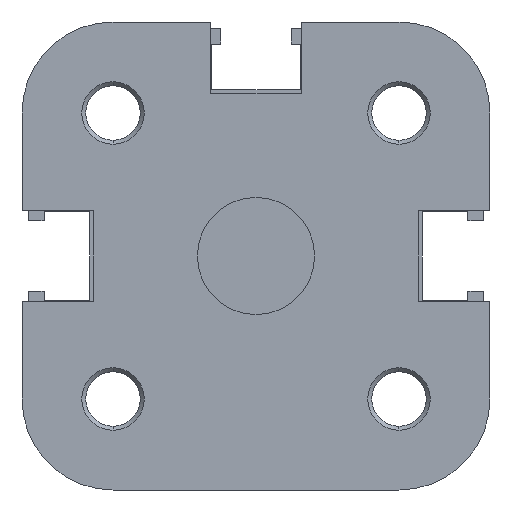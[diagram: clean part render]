
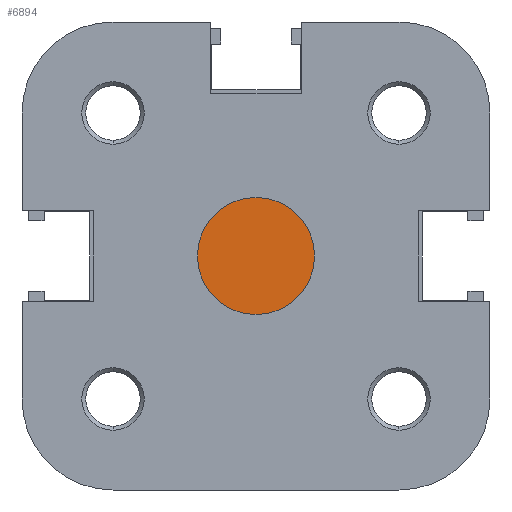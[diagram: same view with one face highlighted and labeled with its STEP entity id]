
A CAD part, left-side view. The second image highlights one B-rep face of the part: STEP entity #6894.
In plain terms, the highlighted planar face has unit normal (-1, 0, 0).
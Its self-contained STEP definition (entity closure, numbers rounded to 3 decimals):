
#338 = FACE_OUTER_BOUND ( 'NONE', #863, .T. ) ;
#863 = EDGE_LOOP ( 'NONE', ( #6251, #6250 ) ) ;
#1643 = CIRCLE ( 'NONE', #2680, 4.5 ) ;
#1774 = CIRCLE ( 'NONE', #4015, 4.5 ) ;
#2385 = EDGE_CURVE ( 'NONE', #7280, #7279, #1643, .T. ) ;
#2462 = EDGE_CURVE ( 'NONE', #7279, #7280, #1774, .T. ) ;
#2680 = AXIS2_PLACEMENT_3D ( 'NONE', #5661, #5669, #5670 ) ;
#2733 = CARTESIAN_POINT ( 'NONE',  ( 2.1, 0., 0. ) ) ;
#2752 = DIRECTION ( 'NONE',  ( -1., 0., 0. ) ) ;
#2753 = DIRECTION ( 'NONE',  ( 0., 0., 1. ) ) ;
#3594 = CARTESIAN_POINT ( 'NONE',  ( 2.1, 4.5, 0. ) ) ;
#3623 = PLANE ( 'NONE',  #4251 ) ;
#3624 = DIRECTION ( 'NONE',  ( 1., 0., 0. ) ) ;
#3625 = DIRECTION ( 'NONE',  ( 0., 0., -1. ) ) ;
#3912 = CARTESIAN_POINT ( 'NONE',  ( 2.1, 0., 4.5 ) ) ;
#3913 = CARTESIAN_POINT ( 'NONE',  ( 2.1, 0., -4.5 ) ) ;
#4015 = AXIS2_PLACEMENT_3D ( 'NONE', #2733, #2752, #2753 ) ;
#4251 = AXIS2_PLACEMENT_3D ( 'NONE', #3594, #3624, #3625 ) ;
#5661 = CARTESIAN_POINT ( 'NONE',  ( 2.1, 0., 0. ) ) ;
#5669 = DIRECTION ( 'NONE',  ( -1., 0., 0. ) ) ;
#5670 = DIRECTION ( 'NONE',  ( 0., 0., 1. ) ) ;
#6250 = ORIENTED_EDGE ( 'NONE', *, *, #2385, .T. ) ;
#6251 = ORIENTED_EDGE ( 'NONE', *, *, #2462, .T. ) ;
#6894 = ADVANCED_FACE ( 'NONE', ( #338 ), #3623, .F. ) ;
#7279 = VERTEX_POINT ( 'NONE', #3912 ) ;
#7280 = VERTEX_POINT ( 'NONE', #3913 ) ;
